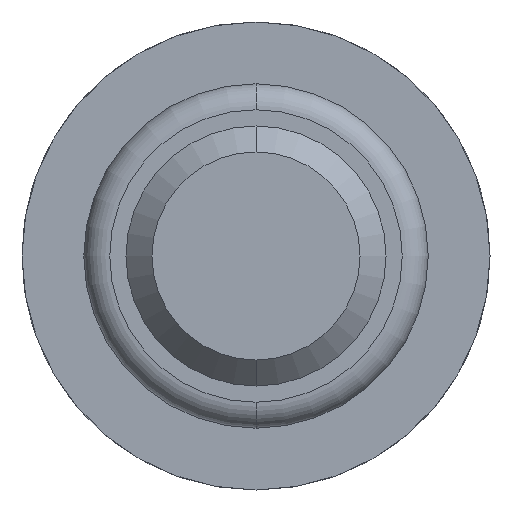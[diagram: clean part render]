
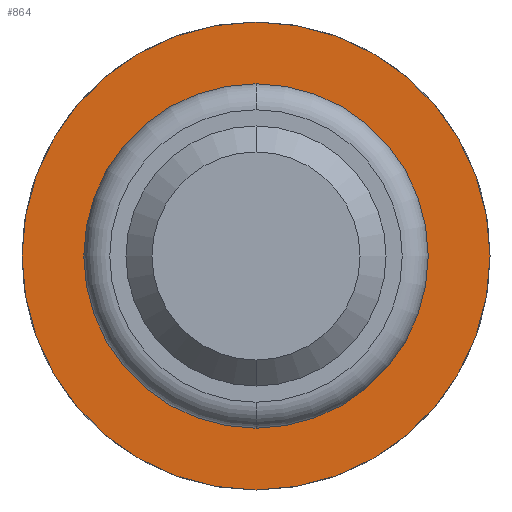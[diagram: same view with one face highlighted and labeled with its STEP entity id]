
A CAD part, front view. The second image highlights one B-rep face of the part: STEP entity #864.
In plain terms, the highlighted planar face has unit normal (0, -1, 0).
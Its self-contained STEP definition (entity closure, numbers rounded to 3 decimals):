
#92 = DIRECTION ( 'NONE',  ( 0., 1., 0. ) ) ;
#174 = DIRECTION ( 'NONE',  ( 0., 1., 0. ) ) ;
#539 = CARTESIAN_POINT ( 'NONE',  ( 1.8, -1.8, 0. ) ) ;
#702 = VERTEX_POINT ( 'NONE', #4837 ) ;
#824 = CIRCLE ( 'NONE', #3929, 1.325 ) ;
#860 = CARTESIAN_POINT ( 'NONE',  ( 0., -1.8, -1.8 ) ) ;
#864 = ADVANCED_FACE ( 'Defeature ausgef�hrt5_13', ( #3321, #1542 ), #3760, .F. ) ;
#941 = VERTEX_POINT ( 'NONE', #2200 ) ;
#1140 = CARTESIAN_POINT ( 'NONE',  ( 0., -1.8, -1.325 ) ) ;
#1268 = CARTESIAN_POINT ( 'NONE',  ( 0., -1.8, 0. ) ) ;
#1288 = VERTEX_POINT ( 'NONE', #1140 ) ;
#1431 = ORIENTED_EDGE ( 'NONE', *, *, #4613, .T. ) ;
#1449 = DIRECTION ( 'NONE',  ( 0., 1., 0. ) ) ;
#1542 = FACE_BOUND ( 'NONE', #2563, .T. ) ;
#1565 = EDGE_CURVE ( 'Defeature ausgef�hrt5_13+Defeature ausgef�hrt5_14+Defeature ausgef�hrt5_14+Defeature ausgef�hrt5_14', #941, #1288, #1853, .T. ) ;
#1697 = DIRECTION ( 'NONE',  ( 0., 0., 1. ) ) ;
#1853 = CIRCLE ( 'NONE', #4442, 1.325 ) ;
#1963 = AXIS2_PLACEMENT_3D ( 'NONE', #1268, #4104, #4083 ) ;
#2146 = ORIENTED_EDGE ( 'NONE', *, *, #2718, .F. ) ;
#2200 = CARTESIAN_POINT ( 'NONE',  ( 0., -1.8, 1.325 ) ) ;
#2265 = DIRECTION ( 'NONE',  ( 0., 0., 1. ) ) ;
#2370 = EDGE_LOOP ( 'NONE', ( #2455, #2146 ) ) ;
#2455 = ORIENTED_EDGE ( 'NONE', *, *, #2792, .F. ) ;
#2504 = CIRCLE ( 'NONE', #3765, 1.8 ) ;
#2563 = EDGE_LOOP ( 'NONE', ( #4165, #1431 ) ) ;
#2718 = EDGE_CURVE ( 'Defeature ausgef�hrt5_12+Defeature ausgef�hrt5_13+Defeature ausgef�hrt5_13+Defeature ausgef�hrt5_13', #3148, #702, #2504, .T. ) ;
#2792 = EDGE_CURVE ( 'Defeature ausgef�hrt5_12+Defeature ausgef�hrt5_13+Defeature ausgef�hrt5_13+Defeature ausgef�hrt5_13', #702, #3148, #4149, .T. ) ;
#2870 = CARTESIAN_POINT ( 'NONE',  ( 0., -1.8, 0. ) ) ;
#2908 = DIRECTION ( 'NONE',  ( 0., 0., 1. ) ) ;
#3148 = VERTEX_POINT ( 'NONE', #860 ) ;
#3321 = FACE_OUTER_BOUND ( 'NONE', #2370, .T. ) ;
#3455 = AXIS2_PLACEMENT_3D ( 'NONE', #539, #92, #3731 ) ;
#3731 = DIRECTION ( 'NONE',  ( 0., 0., 1. ) ) ;
#3760 = PLANE ( 'NONE',  #3455 ) ;
#3765 = AXIS2_PLACEMENT_3D ( 'NONE', #2870, #174, #2908 ) ;
#3929 = AXIS2_PLACEMENT_3D ( 'NONE', #4873, #4121, #1697 ) ;
#4083 = DIRECTION ( 'NONE',  ( 0., 0., 1. ) ) ;
#4104 = DIRECTION ( 'NONE',  ( 0., 1., 0. ) ) ;
#4121 = DIRECTION ( 'NONE',  ( 0., 1., 0. ) ) ;
#4149 = CIRCLE ( 'NONE', #1963, 1.8 ) ;
#4165 = ORIENTED_EDGE ( 'NONE', *, *, #1565, .T. ) ;
#4304 = CARTESIAN_POINT ( 'NONE',  ( 0., -1.8, 0. ) ) ;
#4442 = AXIS2_PLACEMENT_3D ( 'NONE', #4304, #1449, #2265 ) ;
#4613 = EDGE_CURVE ( 'Defeature ausgef�hrt5_13+Defeature ausgef�hrt5_14+Defeature ausgef�hrt5_14+Defeature ausgef�hrt5_14', #1288, #941, #824, .T. ) ;
#4837 = CARTESIAN_POINT ( 'NONE',  ( 0., -1.8, 1.8 ) ) ;
#4873 = CARTESIAN_POINT ( 'NONE',  ( 0., -1.8, 0. ) ) ;
